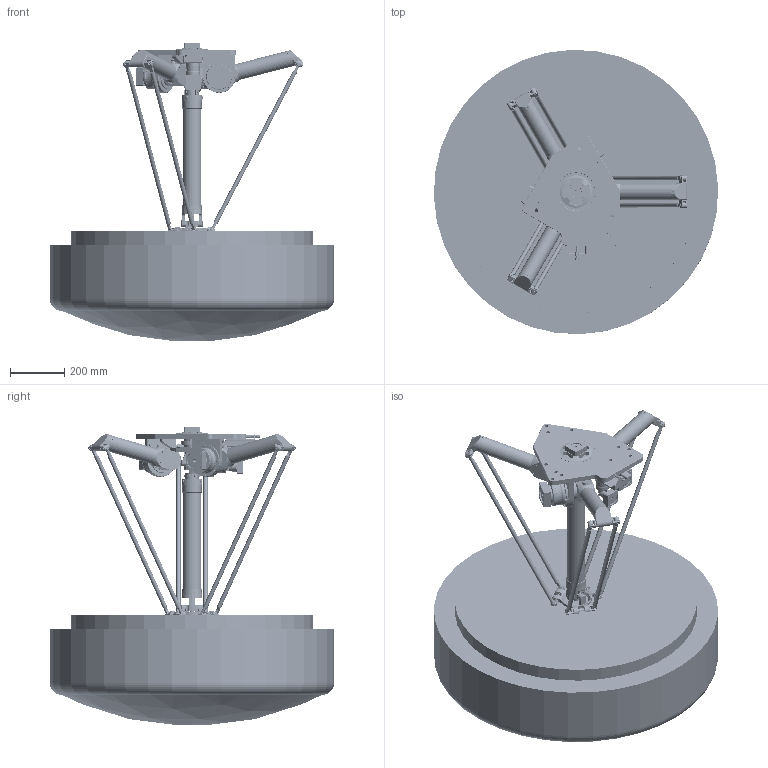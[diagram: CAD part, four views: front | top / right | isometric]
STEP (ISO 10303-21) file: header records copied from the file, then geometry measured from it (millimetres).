
FILE_DESCRIPTION(/* description */ (''),/* implementation_level */ '2;1');
FILE_NAME(/* name */ '3D-model_A_00847.stp',/* time_stamp */ '2025-03-11T10:21:24+01:00',/* author */ ('michael.schutter'),/* organization */ ('Majatronic'),/* preprocessor_version */ 'ST-DEVELOPER v19.2',/* originating_system */ 'Autodesk Inventor 2023',/* authorisation */ '');
FILE_SCHEMA (('AUTOMOTIVE_DESIGN { 1 0 10303 214 3 1 1 }'));
Products named in the file (17): A_00847_DUMMY; MT_BGR00018048MT_BGR; MT_WST00050717MT_WST; MT_WST00055542MT_WST; MT_WST00113096 Dummy Getriebe; MT_WST00104482; MT_WST00117616; MT_WST00037805MT_WST; MT_WST00101401; MT_WST00031706MT_WST; MT_WST00050715MT_WST; MT_WST00037806MT_WST; MT_WST00104458; MT_WST00104457; MT_WST00066319MT_WST; MT_WST00101318; MT_WST00101966 Dummy Achse 5
Assembly tree (31 placements, depth 3):
  A_00847_DUMMY
    MT_BGR00018048MT_BGR
      MT_WST00050717MT_WST
      MT_WST00055542MT_WST  x3
      MT_WST00113096 Dummy Getriebe
    MT_WST00104482
    MT_WST00117616
    MT_WST00031706MT_WST  x2
    MT_WST00037805MT_WST  x3
    MT_WST00101401  x6
    MT_WST00050715MT_WST
    MT_WST00037806MT_WST  x6
    MT_WST00104458
    MT_WST00104457
    MT_WST00066319MT_WST
    MT_WST00101318
    MT_WST00101966 Dummy Achse 5
Bounding box: 1049.42 x 1049.42 x 1101.75 mm (x, y, z)
Volume: 428784272.2 mm3; surface area: 5917698.1 mm2
Topology: 32 solids, 44 shells, 4303 faces, 10176 edges, 6387 vertices
Faces by surface type: plane 2038, cylinder 1187, bspline 490, cone 407, torus 151, sphere 30
Full cylindrical faces by diameter (mm): 2 x6, 2.06 x1, 3.242 x11, 3.459 x4, 4 x4, 4.134 x10, 4.917 x25, 5 x24, 5.188 x24, 5.5 x30, 6 x25, 7 x18, 8 x39, 8.5 x28, 9 x4, 10 x16, 11.6 x1, 12 x23, 13.5 x9, 14 x3, 15 x4, 15.98 x12, 16 x34, 16.2 x1, 17 x1, 18 x32, 20 x11, 24 x3, 25 x1, 26 x2
Entity records: 116725 total; most frequent: CARTESIAN_POINT 45692, ORIENTED_EDGE 14582, DIRECTION 13666, EDGE_CURVE 7291, AXIS2_PLACEMENT_3D 4989, VERTEX_POINT 4614, LINE 3688, VECTOR 3688
